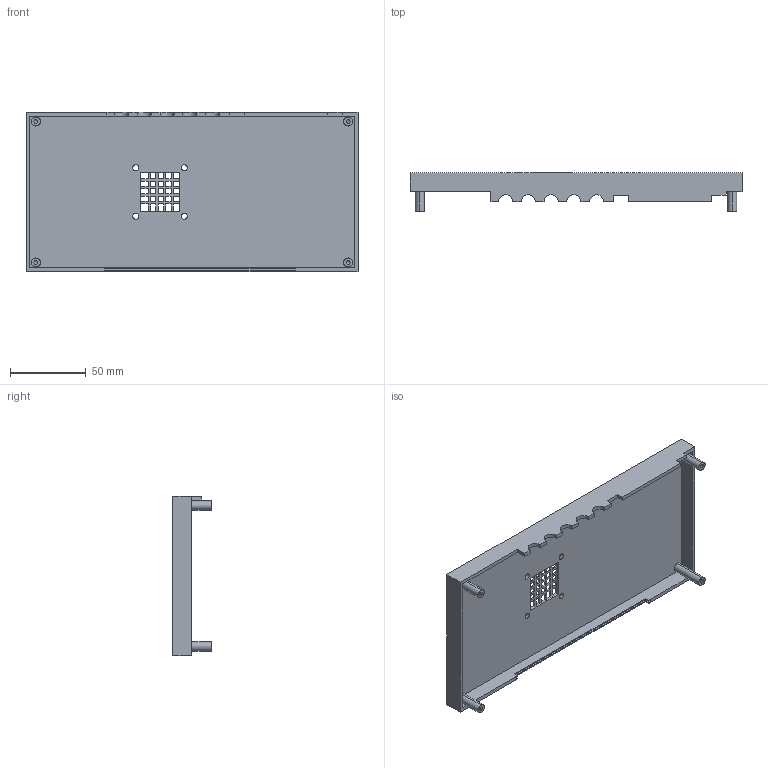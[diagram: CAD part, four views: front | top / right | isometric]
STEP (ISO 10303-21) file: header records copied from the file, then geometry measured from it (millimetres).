
FILE_DESCRIPTION (( 'STEP AP214' ), '1' );
FILE_NAME ('Ossc Pro Case Top 2.STEP', '2021-10-14T17:09:07', ( '' ), ( '' ), 'SwSTEP 2.0', 'SolidWorks 2020', '' );
FILE_SCHEMA (( 'AUTOMOTIVE_DESIGN' ));
Length unit declared in the file: millimetre
Products named in the file (1): Ossc Pro Case Top 2
Bounding box: 219 x 25.5 x 105 mm (x, y, z)
Volume: 75093.6 mm3; surface area: 63731.9 mm2
Topology: 1 solids, 1 shells, 163 faces, 508 edges, 332 vertices
Faces by surface type: plane 126, cylinder 29, cone 8
Entity records: 5758 total; most frequent: ORIENTED_EDGE 1000, CARTESIAN_POINT 996, DIRECTION 886, EDGE_CURVE 500, LINE 442, VECTOR 442, VERTEX_POINT 332, AXIS2_PLACEMENT_3D 222
